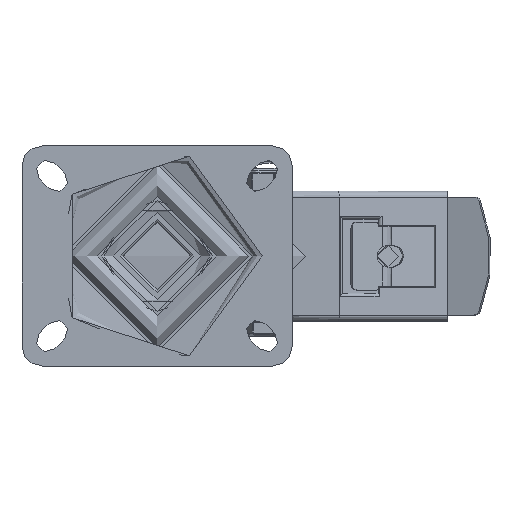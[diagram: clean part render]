
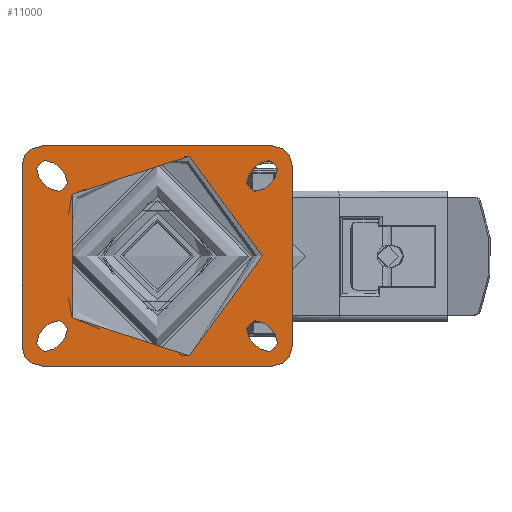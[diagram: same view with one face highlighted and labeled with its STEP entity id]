
A CAD part, top view. The second image highlights one B-rep face of the part: STEP entity #11000.
In plain terms, the highlighted planar face has unit normal (0, 0, 1).
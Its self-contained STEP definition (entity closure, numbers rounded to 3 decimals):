
#577=FACE_BOUND('',#3867,.T.);
#578=FACE_BOUND('',#3868,.T.);
#579=FACE_BOUND('',#3869,.T.);
#580=FACE_BOUND('',#3870,.T.);
#581=FACE_BOUND('',#3871,.T.);
#695=PLANE('',#11979);
#1457=LINE('',#17318,#2309);
#1458=LINE('',#17320,#2310);
#1460=LINE('',#17323,#2312);
#1461=LINE('',#17325,#2313);
#1464=LINE('',#17329,#2316);
#1466=LINE('',#17332,#2318);
#1468=LINE('',#17335,#2320);
#1470=LINE('',#17338,#2322);
#1471=LINE('',#17341,#2323);
#1472=LINE('',#17343,#2324);
#1473=LINE('',#17345,#2325);
#1474=LINE('',#17347,#2326);
#2309=VECTOR('',#13287,1000.);
#2310=VECTOR('',#13290,1000.);
#2312=VECTOR('',#13294,1000.);
#2313=VECTOR('',#13297,1000.);
#2316=VECTOR('',#13302,1000.);
#2318=VECTOR('',#13306,1000.);
#2320=VECTOR('',#13310,1000.);
#2322=VECTOR('',#13314,1000.);
#2323=VECTOR('',#13319,1000.);
#2324=VECTOR('',#13322,1000.);
#2325=VECTOR('',#13325,1000.);
#2326=VECTOR('',#13328,1000.);
#3216=FACE_OUTER_BOUND('',#3866,.T.);
#3866=EDGE_LOOP('',(#8040,#8041,#8042,#8043,#8044,#8045,#8046,#8047));
#3867=EDGE_LOOP('',(#8048));
#3868=EDGE_LOOP('',(#8049,#8050,#8051,#8052));
#3869=EDGE_LOOP('',(#8053,#8054,#8055,#8056));
#3870=EDGE_LOOP('',(#8057,#8058,#8059,#8060));
#3871=EDGE_LOOP('',(#8061,#8062,#8063,#8064));
#4491=CIRCLE('',#11812,52.494);
#4549=CIRCLE('',#11882,5.5);
#4552=CIRCLE('',#11886,5.5);
#4553=CIRCLE('',#11888,5.5);
#4556=CIRCLE('',#11892,5.5);
#4557=CIRCLE('',#11894,5.5);
#4560=CIRCLE('',#11898,5.5);
#4561=CIRCLE('',#11900,5.5);
#4564=CIRCLE('',#11904,5.5);
#4565=CIRCLE('',#11906,10.);
#4567=CIRCLE('',#11909,10.);
#4569=CIRCLE('',#11912,10.);
#4571=CIRCLE('',#11915,10.);
#4963=VERTEX_POINT('',#16248);
#5049=VERTEX_POINT('',#17185);
#5050=VERTEX_POINT('',#17186);
#5055=VERTEX_POINT('',#17197);
#5056=VERTEX_POINT('',#17199);
#5057=VERTEX_POINT('',#17203);
#5058=VERTEX_POINT('',#17204);
#5063=VERTEX_POINT('',#17215);
#5064=VERTEX_POINT('',#17217);
#5065=VERTEX_POINT('',#17221);
#5066=VERTEX_POINT('',#17222);
#5071=VERTEX_POINT('',#17233);
#5072=VERTEX_POINT('',#17235);
#5073=VERTEX_POINT('',#17239);
#5074=VERTEX_POINT('',#17240);
#5079=VERTEX_POINT('',#17251);
#5080=VERTEX_POINT('',#17253);
#5081=VERTEX_POINT('',#17257);
#5082=VERTEX_POINT('',#17258);
#5085=VERTEX_POINT('',#17266);
#5086=VERTEX_POINT('',#17267);
#5089=VERTEX_POINT('',#17275);
#5090=VERTEX_POINT('',#17276);
#5093=VERTEX_POINT('',#17284);
#5094=VERTEX_POINT('',#17285);
#6009=EDGE_CURVE('',#4963,#4963,#4491,.T.);
#6106=EDGE_CURVE('',#5049,#5050,#4549,.T.);
#6112=EDGE_CURVE('',#5056,#5055,#4552,.T.);
#6114=EDGE_CURVE('',#5057,#5058,#4553,.T.);
#6120=EDGE_CURVE('',#5064,#5063,#4556,.T.);
#6122=EDGE_CURVE('',#5065,#5066,#4557,.T.);
#6128=EDGE_CURVE('',#5072,#5071,#4560,.T.);
#6130=EDGE_CURVE('',#5073,#5074,#4561,.T.);
#6136=EDGE_CURVE('',#5080,#5079,#4564,.T.);
#6138=EDGE_CURVE('',#5081,#5082,#4565,.T.);
#6142=EDGE_CURVE('',#5085,#5086,#4567,.T.);
#6146=EDGE_CURVE('',#5089,#5090,#4569,.T.);
#6150=EDGE_CURVE('',#5093,#5094,#4571,.T.);
#6170=EDGE_CURVE('',#5094,#5081,#1457,.T.);
#6171=EDGE_CURVE('',#5090,#5093,#1458,.T.);
#6173=EDGE_CURVE('',#5086,#5089,#1460,.T.);
#6174=EDGE_CURVE('',#5082,#5085,#1461,.T.);
#6177=EDGE_CURVE('',#5074,#5080,#1464,.T.);
#6179=EDGE_CURVE('',#5079,#5073,#1466,.T.);
#6181=EDGE_CURVE('',#5066,#5072,#1468,.T.);
#6183=EDGE_CURVE('',#5071,#5065,#1470,.T.);
#6184=EDGE_CURVE('',#5058,#5064,#1471,.T.);
#6185=EDGE_CURVE('',#5063,#5057,#1472,.T.);
#6186=EDGE_CURVE('',#5050,#5056,#1473,.T.);
#6187=EDGE_CURVE('',#5055,#5049,#1474,.T.);
#8040=ORIENTED_EDGE('',*,*,#6138,.F.);
#8041=ORIENTED_EDGE('',*,*,#6170,.F.);
#8042=ORIENTED_EDGE('',*,*,#6150,.F.);
#8043=ORIENTED_EDGE('',*,*,#6171,.F.);
#8044=ORIENTED_EDGE('',*,*,#6146,.F.);
#8045=ORIENTED_EDGE('',*,*,#6173,.F.);
#8046=ORIENTED_EDGE('',*,*,#6142,.F.);
#8047=ORIENTED_EDGE('',*,*,#6174,.F.);
#8048=ORIENTED_EDGE('',*,*,#6009,.F.);
#8049=ORIENTED_EDGE('',*,*,#6179,.T.);
#8050=ORIENTED_EDGE('',*,*,#6130,.T.);
#8051=ORIENTED_EDGE('',*,*,#6177,.T.);
#8052=ORIENTED_EDGE('',*,*,#6136,.T.);
#8053=ORIENTED_EDGE('',*,*,#6183,.T.);
#8054=ORIENTED_EDGE('',*,*,#6122,.T.);
#8055=ORIENTED_EDGE('',*,*,#6181,.T.);
#8056=ORIENTED_EDGE('',*,*,#6128,.T.);
#8057=ORIENTED_EDGE('',*,*,#6185,.T.);
#8058=ORIENTED_EDGE('',*,*,#6114,.T.);
#8059=ORIENTED_EDGE('',*,*,#6184,.T.);
#8060=ORIENTED_EDGE('',*,*,#6120,.T.);
#8061=ORIENTED_EDGE('',*,*,#6187,.T.);
#8062=ORIENTED_EDGE('',*,*,#6106,.T.);
#8063=ORIENTED_EDGE('',*,*,#6186,.T.);
#8064=ORIENTED_EDGE('',*,*,#6112,.T.);
#11000=ADVANCED_FACE('',(#3216,#577,#578,#579,#580,#581),#695,.T.);
#11812=AXIS2_PLACEMENT_3D('',#16250,#13017,#13018);
#11882=AXIS2_PLACEMENT_3D('',#17187,#13162,#13163);
#11886=AXIS2_PLACEMENT_3D('',#17200,#13173,#13174);
#11888=AXIS2_PLACEMENT_3D('',#17205,#13178,#13179);
#11892=AXIS2_PLACEMENT_3D('',#17218,#13189,#13190);
#11894=AXIS2_PLACEMENT_3D('',#17223,#13194,#13195);
#11898=AXIS2_PLACEMENT_3D('',#17236,#13205,#13206);
#11900=AXIS2_PLACEMENT_3D('',#17241,#13210,#13211);
#11904=AXIS2_PLACEMENT_3D('',#17254,#13221,#13222);
#11906=AXIS2_PLACEMENT_3D('',#17259,#13226,#13227);
#11909=AXIS2_PLACEMENT_3D('',#17268,#13234,#13235);
#11912=AXIS2_PLACEMENT_3D('',#17277,#13242,#13243);
#11915=AXIS2_PLACEMENT_3D('',#17286,#13250,#13251);
#11979=AXIS2_PLACEMENT_3D('',#19196,#13441,#13442);
#13017=DIRECTION('center_axis',(0.,0.,1.));
#13018=DIRECTION('ref_axis',(-1.,0.,0.));
#13162=DIRECTION('center_axis',(0.,0.,-1.));
#13163=DIRECTION('ref_axis',(-1.,0.,0.));
#13173=DIRECTION('center_axis',(0.,0.,-1.));
#13174=DIRECTION('ref_axis',(-1.,0.,0.));
#13178=DIRECTION('center_axis',(0.,0.,-1.));
#13179=DIRECTION('ref_axis',(-1.,0.,0.));
#13189=DIRECTION('center_axis',(0.,0.,-1.));
#13190=DIRECTION('ref_axis',(-1.,0.,0.));
#13194=DIRECTION('center_axis',(0.,0.,-1.));
#13195=DIRECTION('ref_axis',(1.,0.,0.));
#13205=DIRECTION('center_axis',(0.,0.,-1.));
#13206=DIRECTION('ref_axis',(1.,0.,0.));
#13210=DIRECTION('center_axis',(0.,0.,-1.));
#13211=DIRECTION('ref_axis',(1.,0.,0.));
#13221=DIRECTION('center_axis',(0.,0.,-1.));
#13222=DIRECTION('ref_axis',(1.,0.,0.));
#13226=DIRECTION('center_axis',(0.,0.,-1.));
#13227=DIRECTION('ref_axis',(-0.707,-0.707,0.));
#13234=DIRECTION('center_axis',(0.,0.,-1.));
#13235=DIRECTION('ref_axis',(-0.707,0.707,0.));
#13242=DIRECTION('center_axis',(0.,0.,-1.));
#13243=DIRECTION('ref_axis',(0.707,0.707,0.));
#13250=DIRECTION('center_axis',(0.,0.,-1.));
#13251=DIRECTION('ref_axis',(0.707,-0.707,0.));
#13287=DIRECTION('',(-1.,0.,0.));
#13290=DIRECTION('',(0.,-1.,0.));
#13294=DIRECTION('',(1.,0.,0.));
#13297=DIRECTION('',(0.,1.,0.));
#13302=DIRECTION('',(-0.707,0.707,0.));
#13306=DIRECTION('',(0.707,-0.707,0.));
#13310=DIRECTION('',(-0.707,-0.707,0.));
#13314=DIRECTION('',(0.707,0.707,0.));
#13319=DIRECTION('',(0.707,0.707,0.));
#13322=DIRECTION('',(-0.707,-0.707,0.));
#13325=DIRECTION('',(0.707,-0.707,0.));
#13328=DIRECTION('',(-0.707,0.707,0.));
#13441=DIRECTION('center_axis',(0.,0.,1.));
#13442=DIRECTION('ref_axis',(1.,0.,0.));
#16248=CARTESIAN_POINT('',(52.494,0.,0.));
#16250=CARTESIAN_POINT('Origin',(0.,0.,0.));
#17185=CARTESIAN_POINT('',(46.136,-41.414,0.));
#17186=CARTESIAN_POINT('',(53.914,-33.636,0.));
#17187=CARTESIAN_POINT('Origin',(50.025,-37.525,0.));
#17197=CARTESIAN_POINT('',(51.086,-46.364,0.));
#17199=CARTESIAN_POINT('',(58.864,-38.586,0.));
#17200=CARTESIAN_POINT('Origin',(54.975,-42.475,0.));
#17203=CARTESIAN_POINT('',(53.914,33.636,0.));
#17204=CARTESIAN_POINT('',(46.136,41.414,0.));
#17205=CARTESIAN_POINT('Origin',(50.025,37.525,0.));
#17215=CARTESIAN_POINT('',(58.864,38.586,0.));
#17217=CARTESIAN_POINT('',(51.086,46.364,0.));
#17218=CARTESIAN_POINT('Origin',(54.975,42.475,0.));
#17221=CARTESIAN_POINT('',(-53.914,-33.636,0.));
#17222=CARTESIAN_POINT('',(-46.136,-41.414,0.));
#17223=CARTESIAN_POINT('Origin',(-50.025,-37.525,0.));
#17233=CARTESIAN_POINT('',(-58.864,-38.586,0.));
#17235=CARTESIAN_POINT('',(-51.086,-46.364,0.));
#17236=CARTESIAN_POINT('Origin',(-54.975,-42.475,0.));
#17239=CARTESIAN_POINT('',(-46.136,41.414,0.));
#17240=CARTESIAN_POINT('',(-53.914,33.636,0.));
#17241=CARTESIAN_POINT('Origin',(-50.025,37.525,0.));
#17251=CARTESIAN_POINT('',(-51.086,46.364,0.));
#17253=CARTESIAN_POINT('',(-58.864,38.586,0.));
#17254=CARTESIAN_POINT('Origin',(-54.975,42.475,0.));
#17257=CARTESIAN_POINT('',(-57.5,-55.,0.));
#17258=CARTESIAN_POINT('',(-67.5,-45.,0.));
#17259=CARTESIAN_POINT('Origin',(-57.5,-45.,0.));
#17266=CARTESIAN_POINT('',(-67.5,45.,0.));
#17267=CARTESIAN_POINT('',(-57.5,55.,0.));
#17268=CARTESIAN_POINT('Origin',(-57.5,45.,0.));
#17275=CARTESIAN_POINT('',(57.5,55.,0.));
#17276=CARTESIAN_POINT('',(67.5,45.,0.));
#17277=CARTESIAN_POINT('Origin',(57.5,45.,0.));
#17284=CARTESIAN_POINT('',(67.5,-45.,0.));
#17285=CARTESIAN_POINT('',(57.5,-55.,0.));
#17286=CARTESIAN_POINT('Origin',(57.5,-45.,0.));
#17318=CARTESIAN_POINT('',(67.5,-55.,0.));
#17320=CARTESIAN_POINT('',(67.5,55.,0.));
#17323=CARTESIAN_POINT('',(-67.5,55.,0.));
#17325=CARTESIAN_POINT('',(-67.5,-55.,0.));
#17329=CARTESIAN_POINT('',(-58.864,38.586,0.));
#17332=CARTESIAN_POINT('',(-51.086,46.364,0.));
#17335=CARTESIAN_POINT('',(-51.086,-46.364,0.));
#17338=CARTESIAN_POINT('',(-58.864,-38.586,0.));
#17341=CARTESIAN_POINT('',(51.086,46.364,0.));
#17343=CARTESIAN_POINT('',(58.864,38.586,0.));
#17345=CARTESIAN_POINT('',(58.864,-38.586,0.));
#17347=CARTESIAN_POINT('',(51.086,-46.364,0.));
#19196=CARTESIAN_POINT('Origin',(0.,0.,0.));
